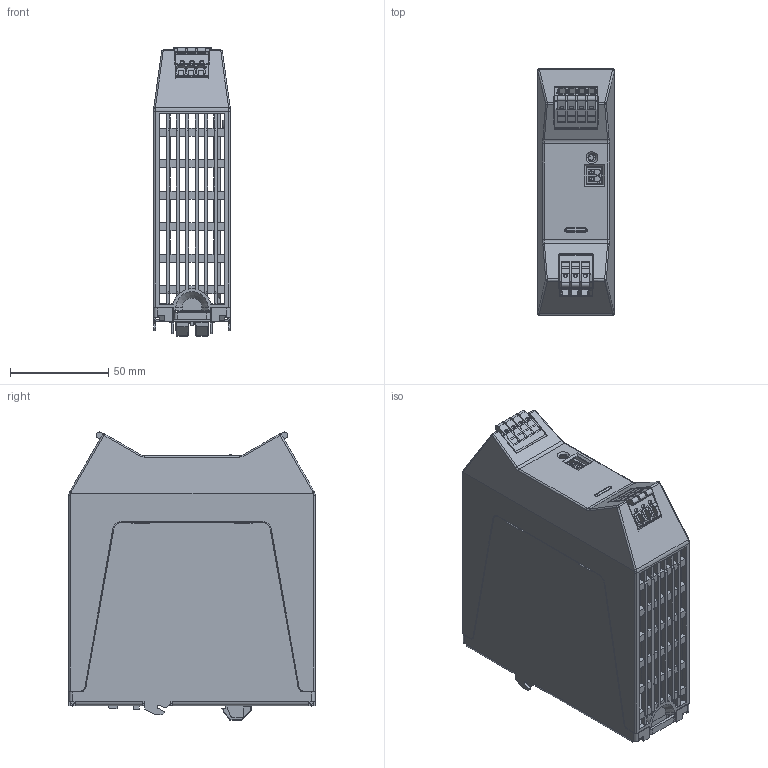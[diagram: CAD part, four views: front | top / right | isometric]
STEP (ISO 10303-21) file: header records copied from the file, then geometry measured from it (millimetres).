
FILE_DESCRIPTION (( 'STEP AP214' ), '1' );
FILE_NAME ('RACPRO1-S240E_3D-file_V1.0.STEP', '2025-11-04T12:51:56', ( '' ), ( '' ), 'SwSTEP 2.0', 'SolidWorks 2024', '' );
FILE_SCHEMA (( 'AUTOMOTIVE_DESIGN' ));
Length unit declared in the file: millimetre
Products named in the file (18): 1ph10Alite_P2_PCB(2)_SUB1_1ph_10A_PCB_Lite_Ausleitung250402.STEP.STEP; POTI_CAV9_RUND_HS38_Standard_POTI_CAV9_RUND_HS38_Assembly_MAIN_1ph_10A_PCB_Lite_Ausleitung250402.STEP.STEP; 1ph10Alite_P2_PCB_MAIN_1ph_10A_PCB_Lite_Ausleitung250402.STEP.STEP; CA9CV10_Antrieb_Standard_POTI_CAV9_RUND_HS38_Assembly_MAIN_1ph_10A_PCB_Lite_Ausleitung250402.STEP.STEP; POTI_CAV9_RUND_HS38_Assembly_MAIN_1ph_10A_PCB_Lite_Ausleitung250402.STEP.STEP; RACPRO_FrontCover_DiN_B39.STEP.STEP; TLM-215A-A590-04P(K).stp_2.STEP.STEP; TLM-215A-A590-03P(K).stp_2.STEP.STEP; M10773-0001_Isolierfolie_240W.STEP.STEP; SUB1_1ph_10A_PCB_Lite_Ausleitung250402.STEP.STEP; PCB_Lite_Ausleitung250402.STEP.STEP; M10xxx-0001_Slider_ND_240W.STEP.STEP; THT_KLEMME_TLM-004RS-3_5_MAIN_1ph_10A_PCB_Lite_Ausleitung250402.STEP.STEP; RACPRO_1ph_240W.STEP.STEP; RACPRO_Housing_DiN_B39.STEP.STEP; RACPRO1-S240E_3D-file_V1.0; MAIN_1ph_10A_PCB_Lite_Ausleitung250402.STEP.STEP; RACPRO1-S240E_3D-file_V1.0.STEP
Assembly tree (17 placements, depth 7):
  RACPRO1-S240E_3D-file_V1.0
    RACPRO1-S240E_3D-file_V1.0.STEP
      RACPRO_1ph_240W.STEP.STEP
        PCB_Lite_Ausleitung250402.STEP.STEP
          MAIN_1ph_10A_PCB_Lite_Ausleitung250402.STEP.STEP
            POTI_CAV9_RUND_HS38_Assembly_MAIN_1ph_10A_PCB_Lite_Ausleitung250402.STEP.STEP
              POTI_CAV9_RUND_HS38_Standard_POTI_CAV9_RUND_HS38_Assembly_MAIN_1ph_10A_PCB_Lite_Ausleitung250402.STEP.STEP
              CA9CV10_Antrieb_Standard_POTI_CAV9_RUND_HS38_Assembly_MAIN_1ph_10A_PCB_Lite_Ausleitung250402.STEP.STEP
            THT_KLEMME_TLM-004RS-3_5_MAIN_1ph_10A_PCB_Lite_Ausleitung250402.STEP.STEP
            1ph10Alite_P2_PCB_MAIN_1ph_10A_PCB_Lite_Ausleitung250402.STEP.STEP
          SUB1_1ph_10A_PCB_Lite_Ausleitung250402.STEP.STEP
            1ph10Alite_P2_PCB(2)_SUB1_1ph_10A_PCB_Lite_Ausleitung250402.STEP.STEP
        RACPRO_Housing_DiN_B39.STEP.STEP
        RACPRO_FrontCover_DiN_B39.STEP.STEP
        M10xxx-0001_Slider_ND_240W.STEP.STEP
        M10773-0001_Isolierfolie_240W.STEP.STEP
        TLM-215A-A590-03P(K).stp_2.STEP.STEP
        TLM-215A-A590-04P(K).stp_2.STEP.STEP
Bounding box: 39 x 125 x 146.3 mm (x, y, z)
Volume: 112966.5 mm3; surface area: 202507.2 mm2
Topology: 12 solids, 12 shells, 3248 faces, 9394 edges, 6084 vertices
Faces by surface type: plane 2081, cylinder 885, cone 208, sphere 36, torus 26, bspline 12
Entity records: 134990 total; most frequent: CARTESIAN_POINT 20522, ORIENTED_EDGE 18756, DIRECTION 17736, EDGE_CURVE 9378, LINE 6952, VECTOR 6952, VERTEX_POINT 6084, AXIS2_PLACEMENT_3D 5392
